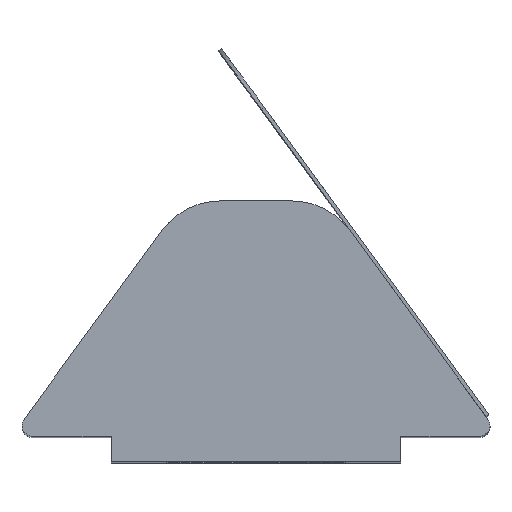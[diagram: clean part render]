
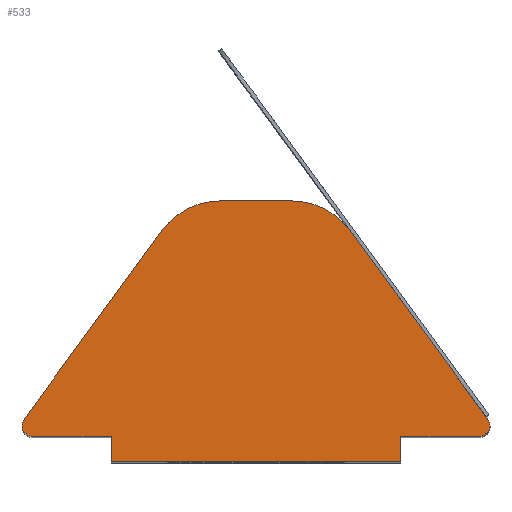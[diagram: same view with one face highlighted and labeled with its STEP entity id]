
A CAD part, top view. The second image highlights one B-rep face of the part: STEP entity #533.
In plain terms, the highlighted planar face has unit normal (0, 0, 1).
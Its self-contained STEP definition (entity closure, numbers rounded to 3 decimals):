
#29=PLANE('',#579);
#54=FACE_OUTER_BOUND('',#82,.T.);
#82=EDGE_LOOP('',(#446,#447,#448,#449,#450,#451,#452,#453,#454,#455,#456,
#457));
#121=LINE('',#829,#175);
#133=LINE('',#861,#187);
#135=LINE('',#867,#189);
#136=LINE('',#870,#190);
#137=LINE('',#872,#191);
#138=LINE('',#874,#192);
#139=LINE('',#876,#193);
#140=LINE('',#877,#194);
#175=VECTOR('',#675,6.444);
#187=VECTOR('',#701,6.444);
#189=VECTOR('',#707,1.969);
#190=VECTOR('',#710,2.159);
#191=VECTOR('',#711,0.7);
#192=VECTOR('',#712,8.);
#193=VECTOR('',#713,0.7);
#194=VECTOR('',#714,2.159);
#213=CIRCLE('',#569,0.3);
#218=CIRCLE('',#577,0.3);
#219=CIRCLE('',#580,2.);
#220=CIRCLE('',#581,2.);
#246=VERTEX_POINT('',#818);
#247=VERTEX_POINT('',#819);
#250=VERTEX_POINT('',#827);
#261=VERTEX_POINT('',#854);
#262=VERTEX_POINT('',#855);
#263=VERTEX_POINT('',#860);
#264=VERTEX_POINT('',#864);
#265=VERTEX_POINT('',#866);
#266=VERTEX_POINT('',#869);
#267=VERTEX_POINT('',#871);
#268=VERTEX_POINT('',#873);
#269=VERTEX_POINT('',#875);
#308=EDGE_CURVE('',#246,#247,#213,.T.);
#313=EDGE_CURVE('',#246,#250,#121,.T.);
#326=EDGE_CURVE('',#261,#262,#218,.T.);
#329=EDGE_CURVE('',#263,#262,#133,.T.);
#331=EDGE_CURVE('',#264,#250,#219,.T.);
#332=EDGE_CURVE('',#264,#265,#135,.T.);
#333=EDGE_CURVE('',#263,#265,#220,.T.);
#334=EDGE_CURVE('',#261,#266,#136,.T.);
#335=EDGE_CURVE('',#266,#267,#137,.T.);
#336=EDGE_CURVE('',#267,#268,#138,.T.);
#337=EDGE_CURVE('',#268,#269,#139,.T.);
#338=EDGE_CURVE('',#269,#247,#140,.T.);
#446=ORIENTED_EDGE('',*,*,#308,.F.);
#447=ORIENTED_EDGE('',*,*,#313,.T.);
#448=ORIENTED_EDGE('',*,*,#331,.F.);
#449=ORIENTED_EDGE('',*,*,#332,.T.);
#450=ORIENTED_EDGE('',*,*,#333,.F.);
#451=ORIENTED_EDGE('',*,*,#329,.T.);
#452=ORIENTED_EDGE('',*,*,#326,.F.);
#453=ORIENTED_EDGE('',*,*,#334,.T.);
#454=ORIENTED_EDGE('',*,*,#335,.T.);
#455=ORIENTED_EDGE('',*,*,#336,.T.);
#456=ORIENTED_EDGE('',*,*,#337,.T.);
#457=ORIENTED_EDGE('',*,*,#338,.T.);
#533=ADVANCED_FACE('',(#54),#29,.T.);
#569=AXIS2_PLACEMENT_3D('',#820,#666,#667);
#577=AXIS2_PLACEMENT_3D('',#856,#695,#696);
#579=AXIS2_PLACEMENT_3D('',#863,#703,#704);
#580=AXIS2_PLACEMENT_3D('',#865,#705,#706);
#581=AXIS2_PLACEMENT_3D('',#868,#708,#709);
#666=DIRECTION('center_axis',(0.,0.,-1.));
#667=DIRECTION('ref_axis',(0.892,-0.453,0.));
#675=DIRECTION('',(-0.59,0.807,0.));
#695=DIRECTION('center_axis',(0.,0.,-1.));
#696=DIRECTION('ref_axis',(-0.892,-0.453,0.));
#701=DIRECTION('',(-0.59,-0.807,0.));
#703=DIRECTION('center_axis',(0.,0.,1.));
#704=DIRECTION('ref_axis',(1.,0.,0.));
#705=DIRECTION('center_axis',(0.,0.,-1.));
#706=DIRECTION('ref_axis',(0.453,0.892,0.));
#707=DIRECTION('',(-1.,0.,0.));
#708=DIRECTION('center_axis',(0.,0.,-1.));
#709=DIRECTION('ref_axis',(-0.453,0.892,0.));
#710=DIRECTION('',(1.,0.,0.));
#711=DIRECTION('',(0.,-1.,0.));
#712=DIRECTION('',(1.,0.,0.));
#713=DIRECTION('',(0.,1.,0.));
#714=DIRECTION('',(1.,0.,0.));
#818=CARTESIAN_POINT('',(6.401,0.477,22.));
#819=CARTESIAN_POINT('',(6.159,0.,22.));
#820=CARTESIAN_POINT('Origin',(6.159,0.3,22.));
#827=CARTESIAN_POINT('',(2.599,5.68,22.));
#829=CARTESIAN_POINT('',(6.75,0.,22.));
#854=CARTESIAN_POINT('',(-6.159,0.,22.));
#855=CARTESIAN_POINT('',(-6.401,0.477,22.));
#856=CARTESIAN_POINT('Origin',(-6.159,0.3,22.));
#860=CARTESIAN_POINT('',(-2.599,5.68,22.));
#861=CARTESIAN_POINT('',(-2.,6.5,22.));
#863=CARTESIAN_POINT('Origin',(0.,2.064,22.));
#864=CARTESIAN_POINT('',(0.984,6.5,22.));
#865=CARTESIAN_POINT('Origin',(0.984,4.5,22.));
#866=CARTESIAN_POINT('',(-0.984,6.5,22.));
#867=CARTESIAN_POINT('',(2.,6.5,22.));
#868=CARTESIAN_POINT('Origin',(-0.984,4.5,22.));
#869=CARTESIAN_POINT('',(-4.,0.,22.));
#870=CARTESIAN_POINT('',(-6.75,0.,22.));
#871=CARTESIAN_POINT('',(-4.,-0.7,22.));
#872=CARTESIAN_POINT('',(-4.,0.,22.));
#873=CARTESIAN_POINT('',(4.,-0.7,22.));
#874=CARTESIAN_POINT('',(-4.,-0.7,22.));
#875=CARTESIAN_POINT('',(4.,0.,22.));
#876=CARTESIAN_POINT('',(4.,-0.7,22.));
#877=CARTESIAN_POINT('',(4.,0.,22.));
